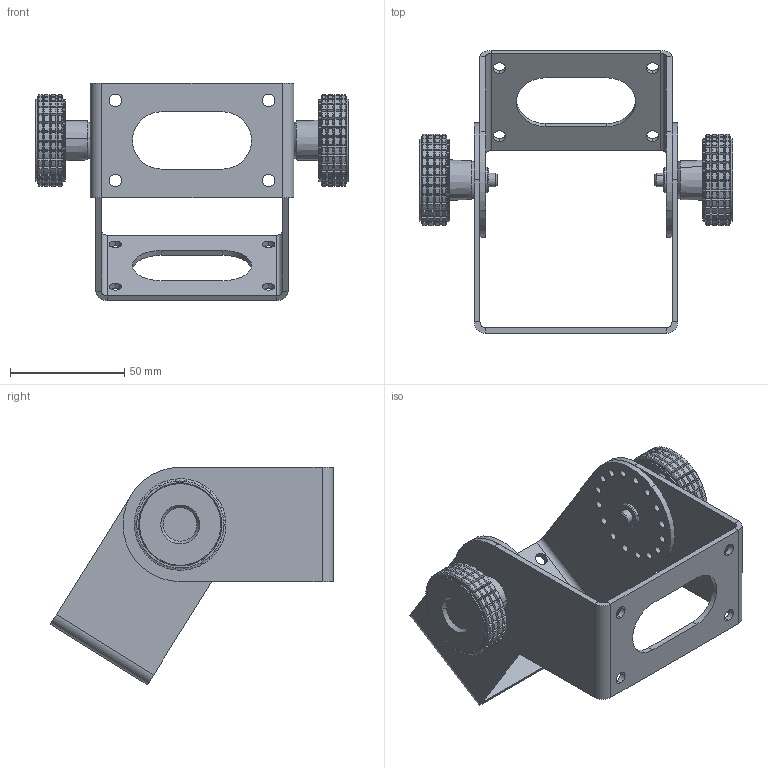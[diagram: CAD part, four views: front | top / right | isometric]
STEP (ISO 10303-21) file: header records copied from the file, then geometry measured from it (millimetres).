
FILE_DESCRIPTION (( 'STEP AP214' ), '1' );
FILE_NAME ('50020007.STEP', '2008-10-22T07:18:05', ( ' ' ), ( '' ), 'SwSTEP 2.0', 'SolidWorks 2008', '' );
FILE_SCHEMA (( 'AUTOMOTIVE_DESIGN' ));
Length unit declared in the file: millimetre
Products named in the file (6): Einpressmutter S-M6-1_Standard; 95508_Standard; 95509_Standard; 50020007; 94752_Standard
Assembly tree (7 placements, depth 3):
  50020007
    94752_Standard  x2
    95509_Standard
    95508_Standard
      95508_Standard
      Einpressmutter S-M6-1_Standard  x2
Bounding box: 137 x 123.7 x 95.07 mm (x, y, z)
Volume: 82153.7 mm3; surface area: 64769.9 mm2
Topology: 8 solids, 8 shells, 1476 faces, 3910 edges, 2500 vertices
Faces by surface type: cylinder 614, cone 564, plane 202, torus 64, sphere 32
Entity records: 32502 total; most frequent: CARTESIAN_POINT 5960, DIRECTION 4603, ORIENTED_EDGE 4458, EDGE_CURVE 2229, AXIS2_PLACEMENT_3D 1993, VERTEX_POINT 1430, CIRCLE 1132, EDGE_LOOP 953
